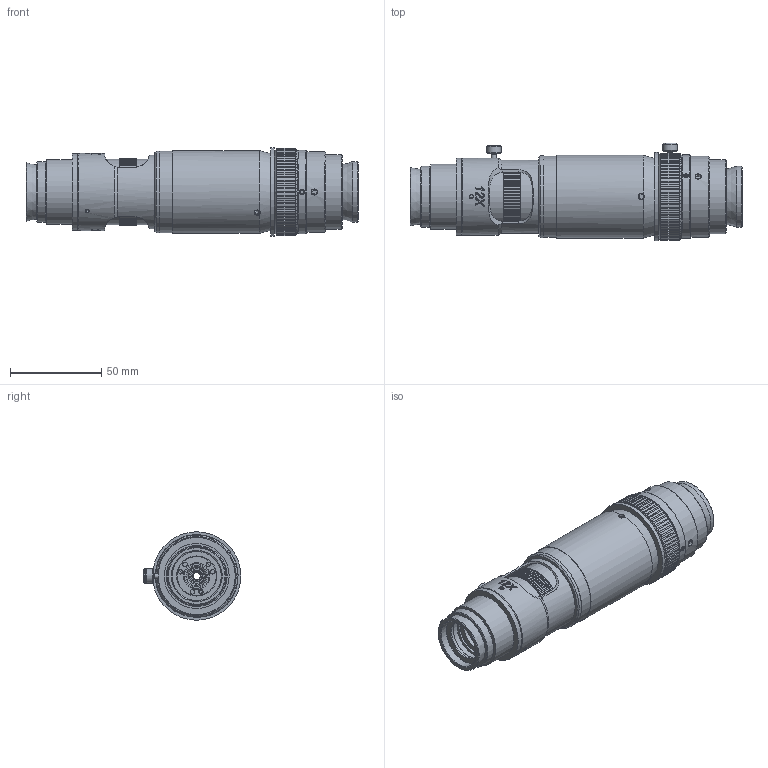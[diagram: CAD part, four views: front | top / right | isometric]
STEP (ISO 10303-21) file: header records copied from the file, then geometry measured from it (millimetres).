
FILE_DESCRIPTION(/* description */ ('RETAINER'),/* implementation_level */ '2;1');
FILE_NAME(/* name */ '50330A_0.stp',/* time_stamp */ '2016-12-09T11:14:34-05:00',/* author */ ('PODLENA'),/* organization */ (''),/* preprocessor_version */ 'ST-DEVELOPER v16.1',/* originating_system */ 'Autodesk Inventor 2016',/* authorisation */ '');
FILE_SCHEMA (('AUTOMOTIVE_DESIGN { 1 0 10303 214 3 1 1 }'));
Products named in the file (47): 50117; 50115; 50113; 50354-HS; 51835-HS; 50536-HS; 50537-HS; 7477; 50348-HS; 50143; 50616; 50350; 50465; 50359; 50371; 50349; 50358; 60667; 50542; 7004; 7015; 60070; 50543; 7261; 60433; 60436; 50541; 60668; 50725; 50726; 50727; 50466; 50467; 50539; 7588; 30068_1; 30068_3; 30068_2; 30068_4; 30068 ...
Assembly tree (71 placements, depth 4):
  50330A
    50113
      50117
      50115
    50540
      50348-HS
        50354-HS
        51835-HS
        50536-HS
        50537-HS
        7477  x2
      50143  x2
      50616  x2
      50350
      50465
      50359
      50371
      50349
      50358
      60667
      50542
      7004  x3
      7015  x3
      60070
      50543
      60436
        7261
        60433
      50541
      60668
      50725
      50726
      50727
      50466
      50467
      50539
      7588
      30068
        30068_1
        30068_3  x12
        30068_2
        30068_4
      52055  x2
      60705
    50353-3
    50360
    60436
      7261
      60433
    7004  x3
    7108  x3
Bounding box: 181.74 x 53.56 x 48.41 mm (x, y, z)
Volume: 147720.3 mm3; surface area: 141631.4 mm2
Topology: 67 solids, 67 shells, 1554 faces, 3874 edges, 2558 vertices
Faces by surface type: plane 722, cylinder 604, cone 143, bspline 69, sphere 9, torus 7
Full cylindrical faces by diameter (mm): 1.016 x3, 1.219 x1, 1.27 x2, 1.346 x1, 1.448 x24, 1.524 x17, 1.575 x2, 1.587 x10, 1.593 x2, 1.6 x4, 1.628 x1, 1.638 x1, 1.65 x1, 1.702 x3, 1.727 x2, 2.083 x2, 2.159 x8, 2.184 x1, 2.286 x2, 2.489 x12, 2.718 x1, 2.845 x8, 2.972 x1, 3.16 x1, 3.162 x2, 3.175 x2, 3.302 x6, 4.166 x6, 4.75 x2, 6.502 x1
Entity records: 52181 total; most frequent: CARTESIAN_POINT 22685, DIRECTION 5820, ORIENTED_EDGE 5500, EDGE_CURVE 2750, AXIS2_PLACEMENT_3D 2243, VERTEX_POINT 2008, EDGE_LOOP 1820, LINE 1334
